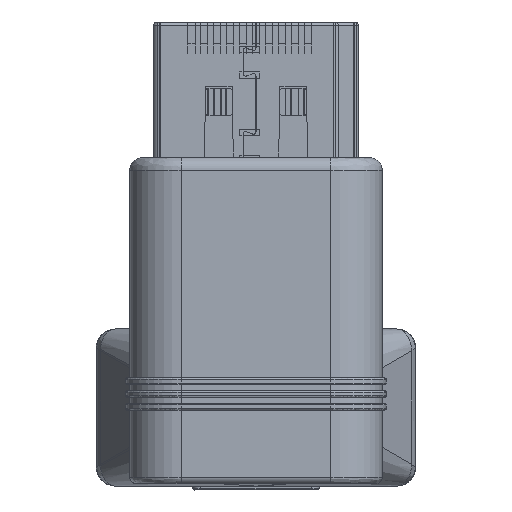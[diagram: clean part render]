
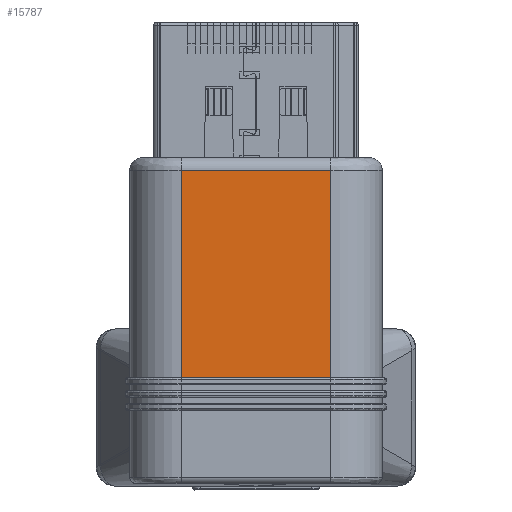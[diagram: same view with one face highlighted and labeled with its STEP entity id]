
A CAD part, left-side view. The second image highlights one B-rep face of the part: STEP entity #15787.
In plain terms, the highlighted face is planar.
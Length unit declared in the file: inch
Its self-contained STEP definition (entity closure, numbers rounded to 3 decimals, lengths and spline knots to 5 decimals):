
#3103 = PLANE ( 'NONE',  #115975 ) ;
#15787 = ADVANCED_FACE ( 'NONE', ( #215495 ), #3103, .T. ) ;
#16885 = VECTOR ( 'NONE', #44319, 39.37008 ) ;
#23087 = CARTESIAN_POINT ( 'NONE',  ( 0.67323, 0.22244, 0.22835 ) ) ;
#23387 = EDGE_CURVE ( 'NONE', #245486, #227373, #74734, .T. ) ;
#29458 = ORIENTED_EDGE ( 'NONE', *, *, #23387, .F. ) ;
#44319 = DIRECTION ( 'NONE',  ( 0., 0., 1. ) ) ;
#60683 = CARTESIAN_POINT ( 'NONE',  ( 0., 0.22244, -0.38583 ) ) ;
#74734 = LINE ( 'NONE', #194888, #228766 ) ;
#76739 = ORIENTED_EDGE ( 'NONE', *, *, #195849, .T. ) ;
#88433 = VECTOR ( 'NONE', #174829, 39.37008 ) ;
#89494 = ORIENTED_EDGE ( 'NONE', *, *, #180922, .F. ) ;
#89700 = CARTESIAN_POINT ( 'NONE',  ( 2.29453, 0.22244, 0.22835 ) ) ;
#102620 = ORIENTED_EDGE ( 'NONE', *, *, #194800, .T. ) ;
#115975 = AXIS2_PLACEMENT_3D ( 'NONE', #60683, #220504, #238381 ) ;
#123795 = CARTESIAN_POINT ( 'NONE',  ( 0.03937, 0.22244, -0.22835 ) ) ;
#135118 = VERTEX_POINT ( 'NONE', #181542 ) ;
#136518 = LINE ( 'NONE', #167638, #88433 ) ;
#140312 = LINE ( 'NONE', #244727, #16885 ) ;
#144801 = CARTESIAN_POINT ( 'NONE',  ( 0.67323, 0.22244, -0.22835 ) ) ;
#151064 = LINE ( 'NONE', #89700, #215932 ) ;
#167638 = CARTESIAN_POINT ( 'NONE',  ( 0.67323, 0.22244, 0. ) ) ;
#174829 = DIRECTION ( 'NONE',  ( 0., 0., -1. ) ) ;
#180922 = EDGE_CURVE ( 'NONE', #238253, #135118, #151064, .T. ) ;
#181542 = CARTESIAN_POINT ( 'NONE',  ( 0.03937, 0.22244, 0.22835 ) ) ;
#194800 = EDGE_CURVE ( 'NONE', #238253, #227373, #136518, .T. ) ;
#194888 = CARTESIAN_POINT ( 'NONE',  ( 2.29453, 0.22244, -0.22835 ) ) ;
#195849 = EDGE_CURVE ( 'NONE', #245486, #135118, #140312, .T. ) ;
#210308 = DIRECTION ( 'NONE',  ( 1., 0., 0. ) ) ;
#215495 = FACE_OUTER_BOUND ( 'NONE', #241913, .T. ) ;
#215932 = VECTOR ( 'NONE', #231508, 39.37008 ) ;
#220504 = DIRECTION ( 'NONE',  ( 0., 1., 0. ) ) ;
#227373 = VERTEX_POINT ( 'NONE', #144801 ) ;
#228766 = VECTOR ( 'NONE', #210308, 39.37008 ) ;
#231508 = DIRECTION ( 'NONE',  ( -1., 0., 0. ) ) ;
#238253 = VERTEX_POINT ( 'NONE', #23087 ) ;
#238381 = DIRECTION ( 'NONE',  ( 0., 0., 1. ) ) ;
#241913 = EDGE_LOOP ( 'NONE', ( #89494, #102620, #29458, #76739 ) ) ;
#244727 = CARTESIAN_POINT ( 'NONE',  ( 0.03937, 0.22244, -0.38583 ) ) ;
#245486 = VERTEX_POINT ( 'NONE', #123795 ) ;
